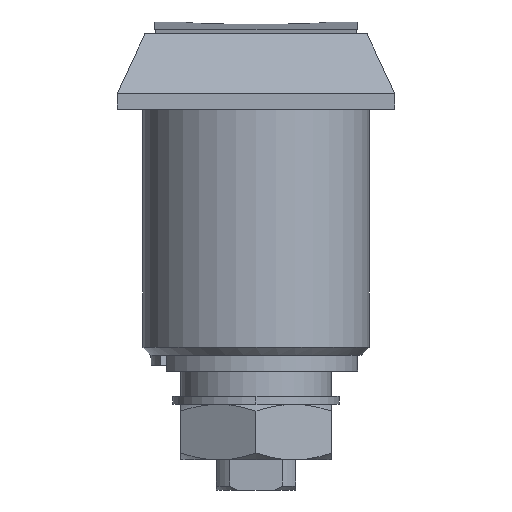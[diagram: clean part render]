
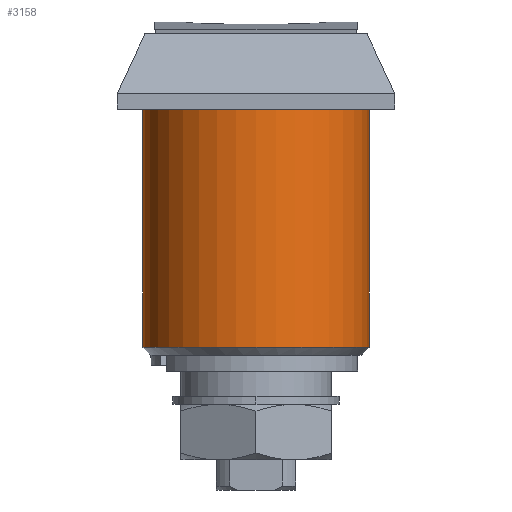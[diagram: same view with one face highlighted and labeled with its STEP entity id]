
A CAD part, front view. The second image highlights one B-rep face of the part: STEP entity #3158.
In plain terms, the highlighted cylindrical face has radius 14.25 mm (diameter 28.5 mm), a partial arc.
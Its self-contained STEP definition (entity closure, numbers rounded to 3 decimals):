
#1768 = VERTEX_POINT ( 'NONE', #7642 ) ;
#1774 = VERTEX_POINT ( 'NONE', #7648 ) ;
#1776 = VERTEX_POINT ( 'NONE', #7650 ) ;
#1894 = EDGE_LOOP ( 'NONE', ( #2851, #2852, #2850, #2853 ) ) ;
#2850 = ORIENTED_EDGE ( 'NONE', *, *, #3306, .T. ) ;
#2851 = ORIENTED_EDGE ( 'NONE', *, *, #3304, .F. ) ;
#2852 = ORIENTED_EDGE ( 'NONE', *, *, #3231, .T. ) ;
#2853 = ORIENTED_EDGE ( 'NONE', *, *, #3257, .F. ) ;
#3158 = ADVANCED_FACE ( 'NONE', ( #8400 ), #8410, .T. ) ;
#3231 = EDGE_CURVE ( 'NONE', #1776, #1774, #9077, .T. ) ;
#3257 = EDGE_CURVE ( 'NONE', #1768, #3596, #9084, .T. ) ;
#3304 = EDGE_CURVE ( 'NONE', #1776, #1768, #9699, .T. ) ;
#3306 = EDGE_CURVE ( 'NONE', #1774, #3596, #9705, .T. ) ;
#3596 = VERTEX_POINT ( 'NONE', #11005 ) ;
#7642 = CARTESIAN_POINT ( 'NONE',  ( -14.25, 0., -9.5 ) ) ;
#7648 = CARTESIAN_POINT ( 'NONE',  ( 14.25, 0., -39.5 ) ) ;
#7650 = CARTESIAN_POINT ( 'NONE',  ( -14.25, 0., -39.5 ) ) ;
#8400 = FACE_OUTER_BOUND ( 'NONE', #1894, .T. ) ;
#8402 = AXIS2_PLACEMENT_3D ( 'NONE', #9239, #9240, #9241 ) ;
#8410 = CYLINDRICAL_SURFACE ( 'NONE', #8402, 14.25 ) ;
#9077 = CIRCLE ( 'NONE', #9817, 14.25 ) ;
#9084 = CIRCLE ( 'NONE', #9845, 14.25 ) ;
#9239 = CARTESIAN_POINT ( 'NONE',  ( 0., 0., 0. ) ) ;
#9240 = DIRECTION ( 'NONE',  ( 0., 0., 1. ) ) ;
#9241 = DIRECTION ( 'NONE',  ( 1., 0., 0. ) ) ;
#9470 = CARTESIAN_POINT ( 'NONE',  ( 0., 0., -39.5 ) ) ;
#9480 = DIRECTION ( 'NONE',  ( 0., 0., 1. ) ) ;
#9481 = DIRECTION ( 'NONE',  ( 1., 0., 0. ) ) ;
#9554 = CARTESIAN_POINT ( 'NONE',  ( 0., 0., -9.5 ) ) ;
#9558 = DIRECTION ( 'NONE',  ( 0., 0., 1. ) ) ;
#9559 = DIRECTION ( 'NONE',  ( 1., 0., 0. ) ) ;
#9699 = LINE ( 'NONE', #9700, #9895 ) ;
#9700 = CARTESIAN_POINT ( 'NONE',  ( -14.25, 0., 0. ) ) ;
#9701 = DIRECTION ( 'NONE',  ( 0., 0., 1. ) ) ;
#9705 = LINE ( 'NONE', #9706, #9896 ) ;
#9706 = CARTESIAN_POINT ( 'NONE',  ( 14.25, 0., 0. ) ) ;
#9707 = DIRECTION ( 'NONE',  ( 0., 0., 1. ) ) ;
#9817 = AXIS2_PLACEMENT_3D ( 'NONE', #9470, #9480, #9481 ) ;
#9845 = AXIS2_PLACEMENT_3D ( 'NONE', #9554, #9558, #9559 ) ;
#9895 = VECTOR ( 'NONE', #9701, 1000. ) ;
#9896 = VECTOR ( 'NONE', #9707, 1000. ) ;
#11005 = CARTESIAN_POINT ( 'NONE',  ( 14.25, 0., -9.5 ) ) ;
